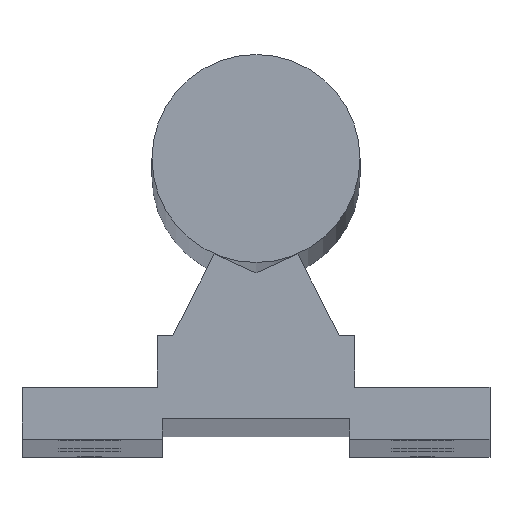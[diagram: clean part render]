
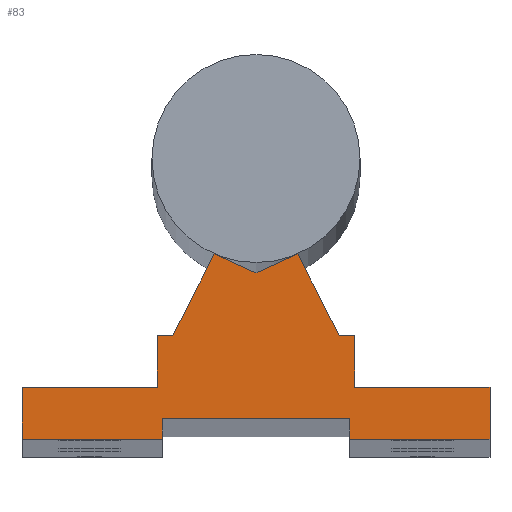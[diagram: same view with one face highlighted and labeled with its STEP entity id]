
A CAD part, top view. The second image highlights one B-rep face of the part: STEP entity #83.
In plain terms, the highlighted planar face has unit normal (0, 0, 1).
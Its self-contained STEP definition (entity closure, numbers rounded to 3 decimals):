
#3 = CARTESIAN_POINT ( 'NONE',  ( 0., -27., 0. ) ) ;
#83 = ADVANCED_FACE ( 'NONE', ( #1496 ), #170, .T. ) ;
#167 = DIRECTION ( 'NONE',  ( 1., 0., 0. ) ) ;
#168 = DIRECTION ( 'NONE',  ( 0., 0., 1. ) ) ;
#170 = PLANE ( 'NONE',  #972 ) ;
#172 = CARTESIAN_POINT ( 'NONE',  ( 0., 0., 0. ) ) ;
#361 = CARTESIAN_POINT ( 'NONE',  ( 0., -22., 0. ) ) ;
#367 = DIRECTION ( 'NONE',  ( 1., 0., 0. ) ) ;
#371 = CARTESIAN_POINT ( 'NONE',  ( 0., -22., 0. ) ) ;
#372 = DIRECTION ( 'NONE',  ( 1., 0., 0. ) ) ;
#381 = CARTESIAN_POINT ( 'NONE',  ( 22.5, 0., 0. ) ) ;
#385 = DIRECTION ( 'NONE',  ( 0., -1., 0. ) ) ;
#404 = CARTESIAN_POINT ( 'NONE',  ( 0., -27., 0. ) ) ;
#405 = DIRECTION ( 'NONE',  ( 1., 0., 0. ) ) ;
#418 = CARTESIAN_POINT ( 'NONE',  ( 9., 0., 0. ) ) ;
#419 = DIRECTION ( 'NONE',  ( 0., -1., 0. ) ) ;
#424 = CARTESIAN_POINT ( 'NONE',  ( 0., -25., 0. ) ) ;
#425 = DIRECTION ( 'NONE',  ( 1., 0., 0. ) ) ;
#430 = CARTESIAN_POINT ( 'NONE',  ( -9., 0., 0. ) ) ;
#431 = DIRECTION ( 'NONE',  ( 0., 1., 0. ) ) ;
#434 = CARTESIAN_POINT ( 'NONE',  ( -22.5, 0., 0. ) ) ;
#435 = DIRECTION ( 'NONE',  ( 0., 1., 0. ) ) ;
#438 = CARTESIAN_POINT ( 'NONE',  ( -9.5, 0., 0. ) ) ;
#439 = DIRECTION ( 'NONE',  ( 0., 1., 0. ) ) ;
#444 = CARTESIAN_POINT ( 'NONE',  ( 0., -17., 0. ) ) ;
#445 = DIRECTION ( 'NONE',  ( 1., 0., 0. ) ) ;
#450 = CARTESIAN_POINT ( 'NONE',  ( 0.539, -0.275, 0. ) ) ;
#451 = DIRECTION ( 'NONE',  ( -0.455, -0.891, 0. ) ) ;
#456 = CARTESIAN_POINT ( 'NONE',  ( -4.169, -9.088, 0. ) ) ;
#457 = DIRECTION ( 'NONE',  ( 0.909, -0.417, 0. ) ) ;
#461 = CARTESIAN_POINT ( 'NONE',  ( 0., -17., 0. ) ) ;
#465 = DIRECTION ( 'NONE',  ( 1., 0., 0. ) ) ;
#468 = CARTESIAN_POINT ( 'NONE',  ( 9.5, 0., 0. ) ) ;
#469 = DIRECTION ( 'NONE',  ( 0., -1., 0. ) ) ;
#500 = CARTESIAN_POINT ( 'NONE',  ( -0.539, -0.275, 0. ) ) ;
#501 = DIRECTION ( 'NONE',  ( -0.455, 0.891, 0. ) ) ;
#502 = CARTESIAN_POINT ( 'NONE',  ( 4.169, -9.088, 0. ) ) ;
#503 = DIRECTION ( 'NONE',  ( 0.909, 0.417, 0. ) ) ;
#532 = CARTESIAN_POINT ( 'NONE',  ( 9., -25., 0. ) ) ;
#536 = CARTESIAN_POINT ( 'NONE',  ( -9., -27., 0. ) ) ;
#541 = CARTESIAN_POINT ( 'NONE',  ( -22.5, -27., 0. ) ) ;
#542 = CARTESIAN_POINT ( 'NONE',  ( 9., -27., 0. ) ) ;
#549 = CARTESIAN_POINT ( 'NONE',  ( -9., -25., 0. ) ) ;
#553 = CARTESIAN_POINT ( 'NONE',  ( 9.5, -17., 0. ) ) ;
#555 = CARTESIAN_POINT ( 'NONE',  ( -22.5, -22., 0. ) ) ;
#559 = CARTESIAN_POINT ( 'NONE',  ( -9.5, -22., 0. ) ) ;
#567 = CARTESIAN_POINT ( 'NONE',  ( 9.5, -22., 0. ) ) ;
#573 = CARTESIAN_POINT ( 'NONE',  ( -4., -9.165, 0. ) ) ;
#575 = CARTESIAN_POINT ( 'NONE',  ( 22.5, -22., 0. ) ) ;
#582 = CARTESIAN_POINT ( 'NONE',  ( 8., -17., 0. ) ) ;
#588 = CARTESIAN_POINT ( 'NONE',  ( -8., -17., 0. ) ) ;
#590 = CARTESIAN_POINT ( 'NONE',  ( 0., -11., 0. ) ) ;
#592 = CARTESIAN_POINT ( 'NONE',  ( -9.5, -17., 0. ) ) ;
#593 = CARTESIAN_POINT ( 'NONE',  ( 4., -9.165, 0. ) ) ;
#596 = CARTESIAN_POINT ( 'NONE',  ( 22.5, -27., 0. ) ) ;
#753 = EDGE_CURVE ( 'NONE', #1395, #1387, #1653, .T. ) ;
#769 = EDGE_CURVE ( 'NONE', #1409, #1413, #1669, .T. ) ;
#773 = EDGE_CURVE ( 'NONE', #1421, #1429, #1680, .T. ) ;
#776 = EDGE_CURVE ( 'NONE', #1429, #1450, #1683, .T. ) ;
#786 = EDGE_CURVE ( 'NONE', #1396, #1450, #1699, .T. ) ;
#789 = EDGE_CURVE ( 'NONE', #1389, #1396, #1704, .T. ) ;
#792 = EDGE_CURVE ( 'NONE', #1403, #1389, #1710, .T. ) ;
#795 = EDGE_CURVE ( 'NONE', #1387, #1403, #1716, .T. ) ;
#797 = EDGE_CURVE ( 'NONE', #1395, #1409, #1720, .T. ) ;
#799 = EDGE_CURVE ( 'NONE', #1413, #1446, #1724, .T. ) ;
#802 = EDGE_CURVE ( 'NONE', #1446, #1442, #1730, .T. ) ;
#805 = EDGE_CURVE ( 'NONE', #1427, #1442, #1736, .T. ) ;
#808 = EDGE_CURVE ( 'NONE', #1427, #1444, #1741, .T. ) ;
#813 = EDGE_CURVE ( 'NONE', #1436, #1407, #833, .T. ) ;
#815 = EDGE_CURVE ( 'NONE', #1407, #1421, #841, .T. ) ;
#827 = EDGE_CURVE ( 'NONE', #1436, #1447, #859, .T. ) ;
#828 = EDGE_CURVE ( 'NONE', #1444, #1447, #861, .T. ) ;
#833 = LINE ( 'NONE', #461, #840 ) ;
#840 = VECTOR ( 'NONE', #465, 1000. ) ;
#841 = LINE ( 'NONE', #468, #844 ) ;
#844 = VECTOR ( 'NONE', #469, 1000. ) ;
#859 = LINE ( 'NONE', #500, #862 ) ;
#861 = LINE ( 'NONE', #502, #864 ) ;
#862 = VECTOR ( 'NONE', #501, 1000. ) ;
#864 = VECTOR ( 'NONE', #503, 1000. ) ;
#972 = AXIS2_PLACEMENT_3D ( 'NONE', #172, #168, #167 ) ;
#1123 = DIRECTION ( 'NONE',  ( 1., 0., 0. ) ) ;
#1143 = EDGE_LOOP ( 'NONE', ( #1183, #1182, #1181, #1180, #1179, #1178, #1177, #1176, #1175, #1174, #1173, #1172, #1171, #1170, #1169, #1168, #1167 ) ) ;
#1167 = ORIENTED_EDGE ( 'NONE', *, *, #827, .T. ) ;
#1168 = ORIENTED_EDGE ( 'NONE', *, *, #813, .F. ) ;
#1169 = ORIENTED_EDGE ( 'NONE', *, *, #815, .F. ) ;
#1170 = ORIENTED_EDGE ( 'NONE', *, *, #773, .F. ) ;
#1171 = ORIENTED_EDGE ( 'NONE', *, *, #776, .F. ) ;
#1172 = ORIENTED_EDGE ( 'NONE', *, *, #786, .T. ) ;
#1173 = ORIENTED_EDGE ( 'NONE', *, *, #789, .T. ) ;
#1174 = ORIENTED_EDGE ( 'NONE', *, *, #792, .T. ) ;
#1175 = ORIENTED_EDGE ( 'NONE', *, *, #795, .T. ) ;
#1176 = ORIENTED_EDGE ( 'NONE', *, *, #753, .T. ) ;
#1177 = ORIENTED_EDGE ( 'NONE', *, *, #797, .F. ) ;
#1178 = ORIENTED_EDGE ( 'NONE', *, *, #769, .F. ) ;
#1179 = ORIENTED_EDGE ( 'NONE', *, *, #799, .F. ) ;
#1180 = ORIENTED_EDGE ( 'NONE', *, *, #802, .F. ) ;
#1181 = ORIENTED_EDGE ( 'NONE', *, *, #805, .T. ) ;
#1182 = ORIENTED_EDGE ( 'NONE', *, *, #808, .F. ) ;
#1183 = ORIENTED_EDGE ( 'NONE', *, *, #828, .F. ) ;
#1387 = VERTEX_POINT ( 'NONE', #536 ) ;
#1389 = VERTEX_POINT ( 'NONE', #532 ) ;
#1395 = VERTEX_POINT ( 'NONE', #541 ) ;
#1396 = VERTEX_POINT ( 'NONE', #542 ) ;
#1403 = VERTEX_POINT ( 'NONE', #549 ) ;
#1407 = VERTEX_POINT ( 'NONE', #553 ) ;
#1409 = VERTEX_POINT ( 'NONE', #555 ) ;
#1413 = VERTEX_POINT ( 'NONE', #559 ) ;
#1421 = VERTEX_POINT ( 'NONE', #567 ) ;
#1427 = VERTEX_POINT ( 'NONE', #573 ) ;
#1429 = VERTEX_POINT ( 'NONE', #575 ) ;
#1436 = VERTEX_POINT ( 'NONE', #582 ) ;
#1442 = VERTEX_POINT ( 'NONE', #588 ) ;
#1444 = VERTEX_POINT ( 'NONE', #590 ) ;
#1446 = VERTEX_POINT ( 'NONE', #592 ) ;
#1447 = VERTEX_POINT ( 'NONE', #593 ) ;
#1450 = VERTEX_POINT ( 'NONE', #596 ) ;
#1496 = FACE_OUTER_BOUND ( 'NONE', #1143, .T. ) ;
#1653 = LINE ( 'NONE', #3, #1655 ) ;
#1655 = VECTOR ( 'NONE', #1123, 1000. ) ;
#1669 = LINE ( 'NONE', #361, #1677 ) ;
#1677 = VECTOR ( 'NONE', #367, 1000. ) ;
#1680 = LINE ( 'NONE', #371, #1682 ) ;
#1682 = VECTOR ( 'NONE', #372, 1000. ) ;
#1683 = LINE ( 'NONE', #381, #1688 ) ;
#1688 = VECTOR ( 'NONE', #385, 1000. ) ;
#1699 = LINE ( 'NONE', #404, #1701 ) ;
#1701 = VECTOR ( 'NONE', #405, 1000. ) ;
#1704 = LINE ( 'NONE', #418, #1707 ) ;
#1707 = VECTOR ( 'NONE', #419, 1000. ) ;
#1710 = LINE ( 'NONE', #424, #1713 ) ;
#1713 = VECTOR ( 'NONE', #425, 1000. ) ;
#1716 = LINE ( 'NONE', #430, #1719 ) ;
#1719 = VECTOR ( 'NONE', #431, 1000. ) ;
#1720 = LINE ( 'NONE', #434, #1723 ) ;
#1723 = VECTOR ( 'NONE', #435, 1000. ) ;
#1724 = LINE ( 'NONE', #438, #1727 ) ;
#1727 = VECTOR ( 'NONE', #439, 1000. ) ;
#1730 = LINE ( 'NONE', #444, #1733 ) ;
#1733 = VECTOR ( 'NONE', #445, 1000. ) ;
#1736 = LINE ( 'NONE', #450, #1739 ) ;
#1739 = VECTOR ( 'NONE', #451, 1000. ) ;
#1741 = LINE ( 'NONE', #456, #1744 ) ;
#1744 = VECTOR ( 'NONE', #457, 1000. ) ;
